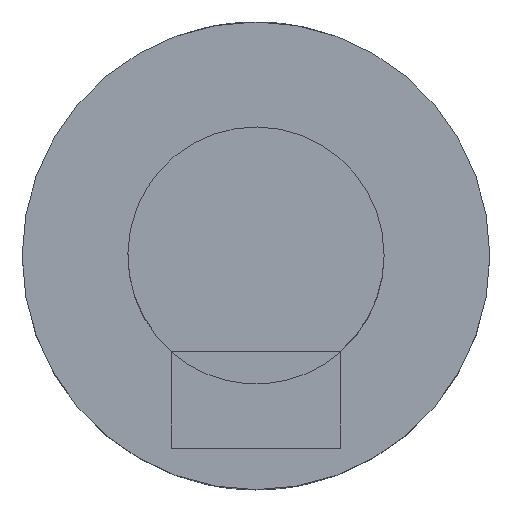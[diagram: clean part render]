
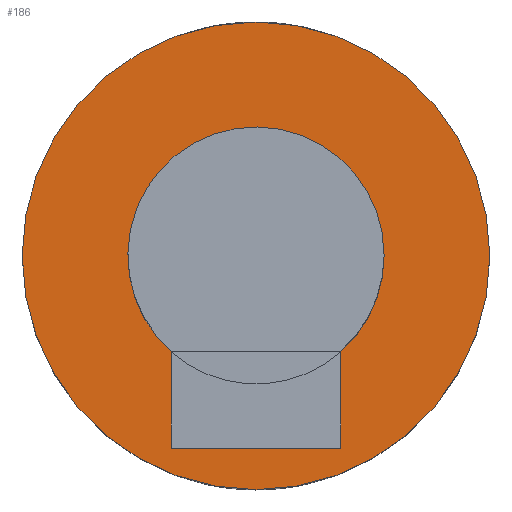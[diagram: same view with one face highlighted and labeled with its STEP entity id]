
A CAD part, top view. The second image highlights one B-rep face of the part: STEP entity #186.
In plain terms, the highlighted planar face has unit normal (0, 0, 1).
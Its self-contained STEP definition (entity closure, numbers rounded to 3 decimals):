
#31 = VERTEX_POINT('',#32);
#32 = CARTESIAN_POINT('',(7.3,0.,6.));
#38 = EDGE_CURVE('',#31,#31,#39,.T.);
#39 = CIRCLE('',#40,7.3);
#40 = AXIS2_PLACEMENT_3D('',#41,#42,#43);
#41 = CARTESIAN_POINT('',(0.,0.,6.));
#42 = DIRECTION('',(0.,0.,1.));
#43 = DIRECTION('',(1.,0.,0.));
#186 = ADVANCED_FACE('',(#187,#190),#234,.T.);
#187 = FACE_BOUND('',#188,.T.);
#188 = EDGE_LOOP('',(#189));
#189 = ORIENTED_EDGE('',*,*,#38,.T.);
#190 = FACE_BOUND('',#191,.T.);
#191 = EDGE_LOOP('',(#192,#203,#212,#220,#228));
#192 = ORIENTED_EDGE('',*,*,#193,.F.);
#193 = EDGE_CURVE('',#194,#196,#198,.T.);
#194 = VERTEX_POINT('',#195);
#195 = CARTESIAN_POINT('',(4.,0.,6.));
#196 = VERTEX_POINT('',#197);
#197 = CARTESIAN_POINT('',(-2.646,-3.,6.));
#198 = CIRCLE('',#199,4.);
#199 = AXIS2_PLACEMENT_3D('',#200,#201,#202);
#200 = CARTESIAN_POINT('',(0.,0.,6.));
#201 = DIRECTION('',(0.,0.,1.));
#202 = DIRECTION('',(1.,0.,0.));
#203 = ORIENTED_EDGE('',*,*,#204,.F.);
#204 = EDGE_CURVE('',#205,#194,#207,.T.);
#205 = VERTEX_POINT('',#206);
#206 = CARTESIAN_POINT('',(2.646,-3.,6.));
#207 = CIRCLE('',#208,4.);
#208 = AXIS2_PLACEMENT_3D('',#209,#210,#211);
#209 = CARTESIAN_POINT('',(0.,0.,6.));
#210 = DIRECTION('',(0.,0.,1.));
#211 = DIRECTION('',(1.,0.,0.));
#212 = ORIENTED_EDGE('',*,*,#213,.T.);
#213 = EDGE_CURVE('',#205,#214,#216,.T.);
#214 = VERTEX_POINT('',#215);
#215 = CARTESIAN_POINT('',(2.646,-6.,6.));
#216 = LINE('',#217,#218);
#217 = CARTESIAN_POINT('',(2.646,-3.,6.));
#218 = VECTOR('',#219,1.);
#219 = DIRECTION('',(0.,-1.,0.));
#220 = ORIENTED_EDGE('',*,*,#221,.T.);
#221 = EDGE_CURVE('',#214,#222,#224,.T.);
#222 = VERTEX_POINT('',#223);
#223 = CARTESIAN_POINT('',(-2.646,-6.,6.));
#224 = LINE('',#225,#226);
#225 = CARTESIAN_POINT('',(2.646,-6.,6.));
#226 = VECTOR('',#227,1.);
#227 = DIRECTION('',(-1.,0.,0.));
#228 = ORIENTED_EDGE('',*,*,#229,.T.);
#229 = EDGE_CURVE('',#222,#196,#230,.T.);
#230 = LINE('',#231,#232);
#231 = CARTESIAN_POINT('',(-2.646,-6.,6.));
#232 = VECTOR('',#233,1.);
#233 = DIRECTION('',(0.,1.,0.));
#234 = PLANE('',#235);
#235 = AXIS2_PLACEMENT_3D('',#236,#237,#238);
#236 = CARTESIAN_POINT('',(0.,0.,6.));
#237 = DIRECTION('',(0.,0.,1.));
#238 = DIRECTION('',(1.,0.,0.));
